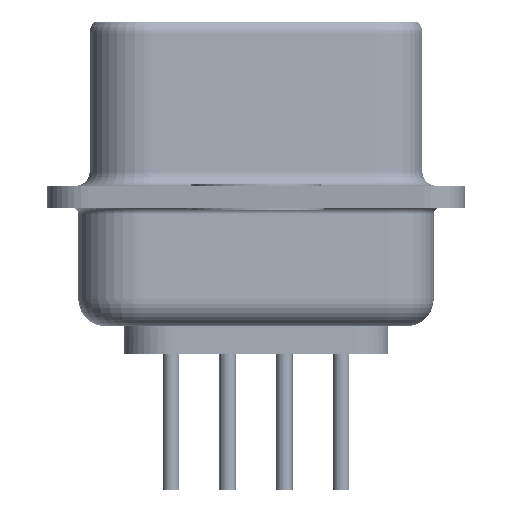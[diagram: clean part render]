
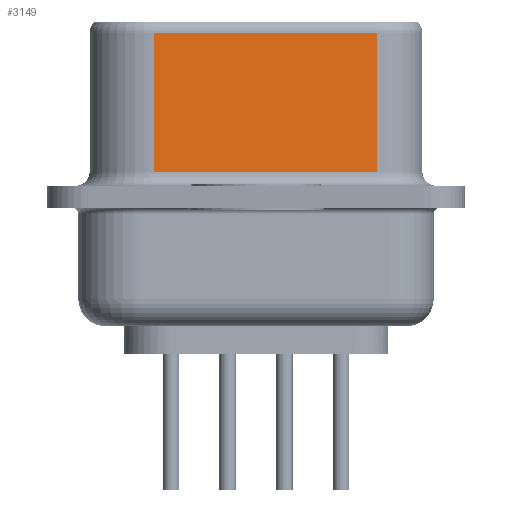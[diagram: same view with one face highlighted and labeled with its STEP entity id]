
A CAD part, left-side view. The second image highlights one B-rep face of the part: STEP entity #3149.
In plain terms, the highlighted planar face has unit normal (-0.985, -0.174, 0).
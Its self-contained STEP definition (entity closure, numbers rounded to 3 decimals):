
#2156 = EDGE_CURVE ( 'NONE', #42033, #9067, #17698, .T. ) ;
#2935 = VECTOR ( 'NONE', #24898, 1000. ) ;
#3149 = ADVANCED_FACE ( 'NONE', ( #16138 ), #12058, .F. ) ;
#5970 = CARTESIAN_POINT ( 'NONE',  ( 3.735, 3.753, 0.9 ) ) ;
#6281 = LINE ( 'NONE', #7551, #39833 ) ;
#7551 = CARTESIAN_POINT ( 'NONE',  ( 5.181, -4.447, 6.5 ) ) ;
#9067 = VERTEX_POINT ( 'NONE', #5970 ) ;
#9156 = VECTOR ( 'NONE', #22446, 1000. ) ;
#11958 = VERTEX_POINT ( 'NONE', #42249 ) ;
#12058 = PLANE ( 'NONE',  #16487 ) ;
#16138 = FACE_OUTER_BOUND ( 'NONE', #18113, .T. ) ;
#16171 = CARTESIAN_POINT ( 'NONE',  ( 3.735, 3.753, 6. ) ) ;
#16487 = AXIS2_PLACEMENT_3D ( 'NONE', #43678, #40260, #32757 ) ;
#17698 = LINE ( 'NONE', #24058, #28827 ) ;
#18113 = EDGE_LOOP ( 'NONE', ( #43312, #36713, #28596, #43841 ) ) ;
#20454 = EDGE_CURVE ( 'NONE', #9067, #11958, #32873, .T. ) ;
#20835 = CARTESIAN_POINT ( 'NONE',  ( 5.181, -4.447, 6. ) ) ;
#22446 = DIRECTION ( 'NONE',  ( -0.174, 0.985, 0. ) ) ;
#24058 = CARTESIAN_POINT ( 'NONE',  ( 3.735, 3.753, 6.5 ) ) ;
#24898 = DIRECTION ( 'NONE',  ( 0.174, -0.985, 0. ) ) ;
#28583 = CARTESIAN_POINT ( 'NONE',  ( 5.181, -4.447, 6. ) ) ;
#28591 = DIRECTION ( 'NONE',  ( 0., 0., -1. ) ) ;
#28596 = ORIENTED_EDGE ( 'NONE', *, *, #2156, .T. ) ;
#28827 = VECTOR ( 'NONE', #28591, 1000. ) ;
#29001 = CARTESIAN_POINT ( 'NONE',  ( 5.181, -4.447, 0.9 ) ) ;
#32757 = DIRECTION ( 'NONE',  ( -0.174, 0.985, 0. ) ) ;
#32873 = LINE ( 'NONE', #29001, #2935 ) ;
#35777 = EDGE_CURVE ( 'NONE', #41277, #11958, #6281, .T. ) ;
#36713 = ORIENTED_EDGE ( 'NONE', *, *, #42867, .T. ) ;
#39064 = LINE ( 'NONE', #28583, #9156 ) ;
#39833 = VECTOR ( 'NONE', #44670, 1000. ) ;
#40260 = DIRECTION ( 'NONE',  ( 0.985, 0.174, 0. ) ) ;
#41277 = VERTEX_POINT ( 'NONE', #20835 ) ;
#42033 = VERTEX_POINT ( 'NONE', #16171 ) ;
#42249 = CARTESIAN_POINT ( 'NONE',  ( 5.181, -4.447, 0.9 ) ) ;
#42867 = EDGE_CURVE ( 'NONE', #41277, #42033, #39064, .T. ) ;
#43312 = ORIENTED_EDGE ( 'NONE', *, *, #35777, .F. ) ;
#43678 = CARTESIAN_POINT ( 'NONE',  ( 5.181, -4.447, 6.5 ) ) ;
#43841 = ORIENTED_EDGE ( 'NONE', *, *, #20454, .T. ) ;
#44670 = DIRECTION ( 'NONE',  ( 0., 0., -1. ) ) ;
